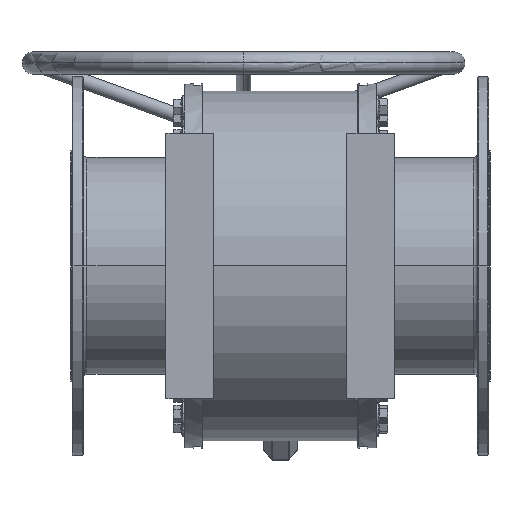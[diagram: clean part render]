
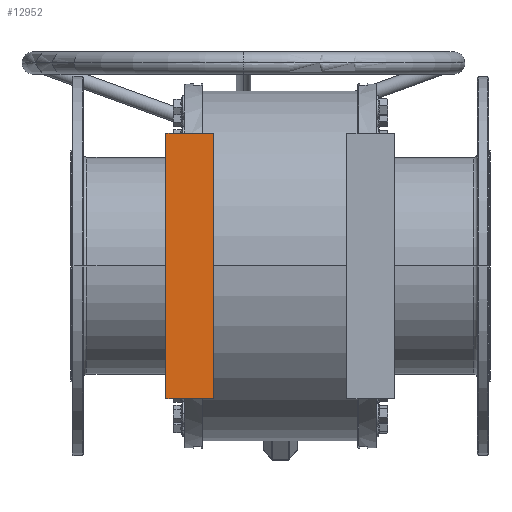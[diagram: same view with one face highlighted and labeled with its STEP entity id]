
A CAD part, front view. The second image highlights one B-rep face of the part: STEP entity #12952.
In plain terms, the highlighted planar face has unit normal (0, -1, 0).
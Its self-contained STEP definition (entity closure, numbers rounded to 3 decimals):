
#2114 = AXIS2_PLACEMENT_3D ( 'NONE', #3560, #11917, #9587 ) ;
#2483 = DIRECTION ( 'NONE',  ( 0., 0., 1. ) ) ;
#2757 = ORIENTED_EDGE ( 'NONE', *, *, #3695, .T. ) ;
#2962 = ORIENTED_EDGE ( 'NONE', *, *, #3797, .F. ) ;
#3560 = CARTESIAN_POINT ( 'NONE',  ( -130., -361., 0. ) ) ;
#3687 = VERTEX_POINT ( 'NONE', #23394 ) ;
#3695 = EDGE_CURVE ( 'NONE', #3687, #26487, #10513, .T. ) ;
#3797 = EDGE_CURVE ( 'NONE', #23826, #26487, #25858, .T. ) ;
#4227 = DIRECTION ( 'NONE',  ( 0., 0., 1. ) ) ;
#4537 = CARTESIAN_POINT ( 'NONE',  ( -155., -361., -180. ) ) ;
#5431 = LINE ( 'NONE', #8074, #20294 ) ;
#5484 = EDGE_CURVE ( 'NONE', #24375, #3687, #5431, .T. ) ;
#8074 = CARTESIAN_POINT ( 'NONE',  ( -130., -361., -180. ) ) ;
#8420 = CARTESIAN_POINT ( 'NONE',  ( -155., -361., 180. ) ) ;
#8811 = CARTESIAN_POINT ( 'NONE',  ( -90., -361., 180. ) ) ;
#9587 = DIRECTION ( 'NONE',  ( 0., 0., 1. ) ) ;
#10023 = EDGE_CURVE ( 'NONE', #24375, #23826, #12758, .T. ) ;
#10513 = LINE ( 'NONE', #14880, #10590 ) ;
#10590 = VECTOR ( 'NONE', #4227, 1000. ) ;
#11725 = DIRECTION ( 'NONE',  ( 1., 0., 0. ) ) ;
#11917 = DIRECTION ( 'NONE',  ( 0., 1., 0. ) ) ;
#12632 = CARTESIAN_POINT ( 'NONE',  ( -155., -361., -180. ) ) ;
#12758 = LINE ( 'NONE', #12632, #16988 ) ;
#12952 = ADVANCED_FACE ( 'NONE', ( #20134 ), #22058, .F. ) ;
#13267 = ORIENTED_EDGE ( 'NONE', *, *, #5484, .T. ) ;
#14769 = ORIENTED_EDGE ( 'NONE', *, *, #10023, .F. ) ;
#14880 = CARTESIAN_POINT ( 'NONE',  ( -90., -361., -180. ) ) ;
#16279 = VECTOR ( 'NONE', #11725, 1000. ) ;
#16988 = VECTOR ( 'NONE', #2483, 1000. ) ;
#17348 = CARTESIAN_POINT ( 'NONE',  ( -130., -361., 180. ) ) ;
#20134 = FACE_OUTER_BOUND ( 'NONE', #25289, .T. ) ;
#20294 = VECTOR ( 'NONE', #26972, 1000. ) ;
#22058 = PLANE ( 'NONE',  #2114 ) ;
#23394 = CARTESIAN_POINT ( 'NONE',  ( -90., -361., -180. ) ) ;
#23826 = VERTEX_POINT ( 'NONE', #8420 ) ;
#24375 = VERTEX_POINT ( 'NONE', #4537 ) ;
#25289 = EDGE_LOOP ( 'NONE', ( #13267, #2757, #2962, #14769 ) ) ;
#25858 = LINE ( 'NONE', #17348, #16279 ) ;
#26487 = VERTEX_POINT ( 'NONE', #8811 ) ;
#26972 = DIRECTION ( 'NONE',  ( 1., 0., 0. ) ) ;
